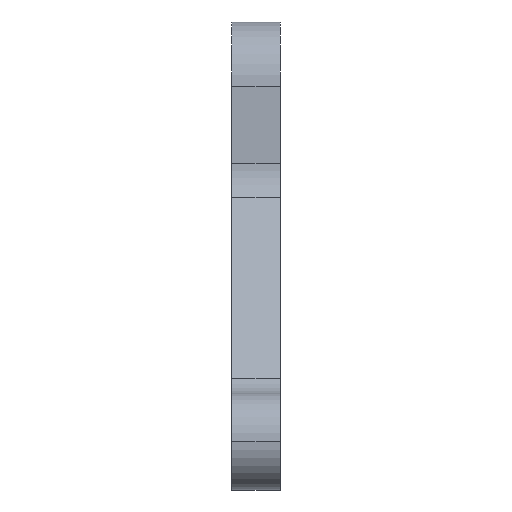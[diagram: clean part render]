
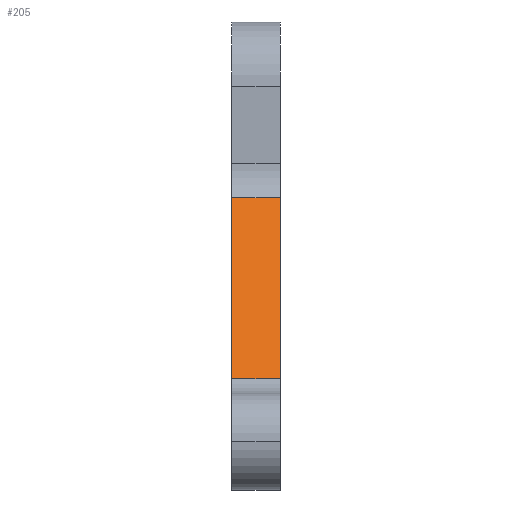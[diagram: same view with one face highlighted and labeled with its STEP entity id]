
A CAD part, front view. The second image highlights one B-rep face of the part: STEP entity #205.
In plain terms, the highlighted planar face has unit normal (0, -0.707, 0.707).
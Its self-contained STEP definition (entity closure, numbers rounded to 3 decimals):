
#2 = PLANE ( 'NONE',  #558 ) ;
#7 = VECTOR ( 'NONE', #559, 1000. ) ;
#8 = VECTOR ( 'NONE', #564, 1000. ) ;
#9 = LINE ( 'NONE', #552, #7 ) ;
#20 = LINE ( 'NONE', #579, #8 ) ;
#29 = CARTESIAN_POINT ( 'NONE',  ( -1.5, 28.121, 84.121 ) ) ;
#46 = VECTOR ( 'NONE', #790, 1000. ) ;
#47 = LINE ( 'NONE', #29, #46 ) ;
#49 = VECTOR ( 'NONE', #54, 1000. ) ;
#54 = DIRECTION ( 'NONE',  ( 1., 0., 0. ) ) ;
#63 = LINE ( 'NONE', #138, #49 ) ;
#68 = FACE_OUTER_BOUND ( 'NONE', #215, .T. ) ;
#138 = CARTESIAN_POINT ( 'NONE',  ( 1.5, 16.879, 72.879 ) ) ;
#205 = ADVANCED_FACE ( 'NONE', ( #68 ), #2, .F. ) ;
#207 = CARTESIAN_POINT ( 'NONE',  ( 1.5, 28.121, 84.121 ) ) ;
#214 = CARTESIAN_POINT ( 'NONE',  ( -1.5, 16.879, 72.879 ) ) ;
#215 = EDGE_LOOP ( 'NONE', ( #282, #283, #289, #290 ) ) ;
#249 = VERTEX_POINT ( 'NONE', #733 ) ;
#282 = ORIENTED_EDGE ( 'NONE', *, *, #684, .T. ) ;
#283 = ORIENTED_EDGE ( 'NONE', *, *, #634, .T. ) ;
#289 = ORIENTED_EDGE ( 'NONE', *, *, #682, .F. ) ;
#290 = ORIENTED_EDGE ( 'NONE', *, *, #641, .T. ) ;
#294 = VERTEX_POINT ( 'NONE', #365 ) ;
#365 = CARTESIAN_POINT ( 'NONE',  ( 1.5, 16.879, 72.879 ) ) ;
#515 = VERTEX_POINT ( 'NONE', #207 ) ;
#548 = VERTEX_POINT ( 'NONE', #214 ) ;
#552 = CARTESIAN_POINT ( 'NONE',  ( -1.5, 29., 85. ) ) ;
#558 = AXIS2_PLACEMENT_3D ( 'NONE', #800, #624, #576 ) ;
#559 = DIRECTION ( 'NONE',  ( 0., -0.707, -0.707 ) ) ;
#564 = DIRECTION ( 'NONE',  ( 0., -0.707, -0.707 ) ) ;
#576 = DIRECTION ( 'NONE',  ( 0., 0.707, 0.707 ) ) ;
#579 = CARTESIAN_POINT ( 'NONE',  ( 1.5, 29., 85. ) ) ;
#624 = DIRECTION ( 'NONE',  ( 0., 0.707, -0.707 ) ) ;
#634 = EDGE_CURVE ( 'NONE', #548, #294, #63, .T. ) ;
#641 = EDGE_CURVE ( 'NONE', #515, #249, #47, .T. ) ;
#682 = EDGE_CURVE ( 'NONE', #515, #294, #20, .T. ) ;
#684 = EDGE_CURVE ( 'NONE', #249, #548, #9, .T. ) ;
#733 = CARTESIAN_POINT ( 'NONE',  ( -1.5, 28.121, 84.121 ) ) ;
#790 = DIRECTION ( 'NONE',  ( -1., 0., 0. ) ) ;
#800 = CARTESIAN_POINT ( 'NONE',  ( 1.5, 29., 85. ) ) ;
